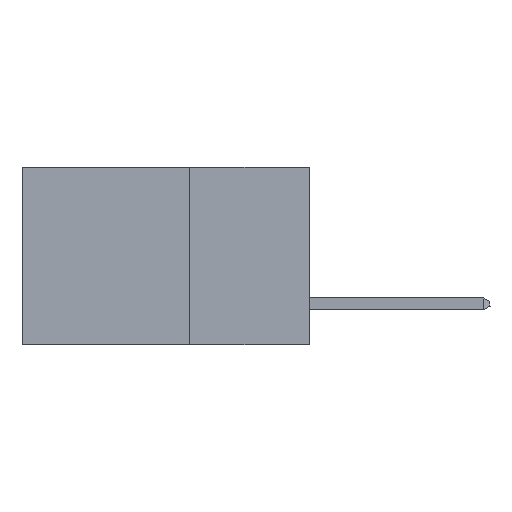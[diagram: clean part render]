
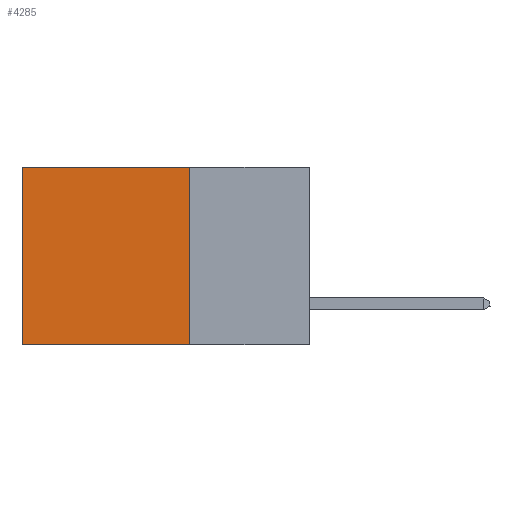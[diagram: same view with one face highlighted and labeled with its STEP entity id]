
A CAD part, left-side view. The second image highlights one B-rep face of the part: STEP entity #4285.
In plain terms, the highlighted planar face has unit normal (-1, 0, 0).
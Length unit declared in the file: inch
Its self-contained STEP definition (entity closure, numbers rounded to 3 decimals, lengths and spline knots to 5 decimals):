
#913 = ORIENTED_EDGE ( 'NONE', *, *, #17329, .T. ) ;
#1022 = LINE ( 'NONE', #19387, #20911 ) ;
#1376 = FACE_OUTER_BOUND ( 'NONE', #7549, .T. ) ;
#1746 = DIRECTION ( 'NONE',  ( 0., 0., -1. ) ) ;
#1918 = LINE ( 'NONE', #11500, #10349 ) ;
#2466 = DIRECTION ( 'NONE',  ( 0., 0., -1. ) ) ;
#2556 = DIRECTION ( 'NONE',  ( 0., 1., 0. ) ) ;
#4285 = ADVANCED_FACE ( 'NONE', ( #1376 ), #13394, .F. ) ;
#5166 = CARTESIAN_POINT ( 'NONE',  ( 0.2875, 0.6, 0. ) ) ;
#6206 = LINE ( 'NONE', #15234, #11069 ) ;
#6831 = EDGE_CURVE ( 'NONE', #16470, #12685, #1022, .T. ) ;
#6852 = CARTESIAN_POINT ( 'NONE',  ( 0.2875, 0.25, 0. ) ) ;
#7549 = EDGE_LOOP ( 'NONE', ( #913, #8023, #17961, #9129 ) ) ;
#8023 = ORIENTED_EDGE ( 'NONE', *, *, #6831, .F. ) ;
#8339 = VERTEX_POINT ( 'NONE', #5166 ) ;
#9117 = VERTEX_POINT ( 'NONE', #6852 ) ;
#9129 = ORIENTED_EDGE ( 'NONE', *, *, #18353, .T. ) ;
#10349 = VECTOR ( 'NONE', #1746, 39.37008 ) ;
#11069 = VECTOR ( 'NONE', #16843, 39.37008 ) ;
#11500 = CARTESIAN_POINT ( 'NONE',  ( 0.2875, 0.6, 0. ) ) ;
#12325 = LINE ( 'NONE', #18744, #14383 ) ;
#12685 = VERTEX_POINT ( 'NONE', #13151 ) ;
#13151 = CARTESIAN_POINT ( 'NONE',  ( 0.2875, 0.6, -0.37 ) ) ;
#13394 = PLANE ( 'NONE',  #19816 ) ;
#14383 = VECTOR ( 'NONE', #2466, 39.37008 ) ;
#15234 = CARTESIAN_POINT ( 'NONE',  ( 0.2875, 0.25, 0. ) ) ;
#15385 = CARTESIAN_POINT ( 'NONE',  ( 0.2875, 0.25, 0. ) ) ;
#16470 = VERTEX_POINT ( 'NONE', #18950 ) ;
#16843 = DIRECTION ( 'NONE',  ( 0., 1., 0. ) ) ;
#17329 = EDGE_CURVE ( 'NONE', #8339, #12685, #1918, .T. ) ;
#17961 = ORIENTED_EDGE ( 'NONE', *, *, #18457, .F. ) ;
#18353 = EDGE_CURVE ( 'NONE', #9117, #8339, #6206, .T. ) ;
#18457 = EDGE_CURVE ( 'NONE', #9117, #16470, #12325, .T. ) ;
#18619 = DIRECTION ( 'NONE',  ( 1., 0., 0. ) ) ;
#18744 = CARTESIAN_POINT ( 'NONE',  ( 0.2875, 0.25, 0. ) ) ;
#18950 = CARTESIAN_POINT ( 'NONE',  ( 0.2875, 0.25, -0.37 ) ) ;
#19387 = CARTESIAN_POINT ( 'NONE',  ( 0.2875, 0.25, -0.37 ) ) ;
#19816 = AXIS2_PLACEMENT_3D ( 'NONE', #15385, #18619, #20248 ) ;
#20248 = DIRECTION ( 'NONE',  ( 0., 0., -1. ) ) ;
#20911 = VECTOR ( 'NONE', #2556, 39.37008 ) ;
